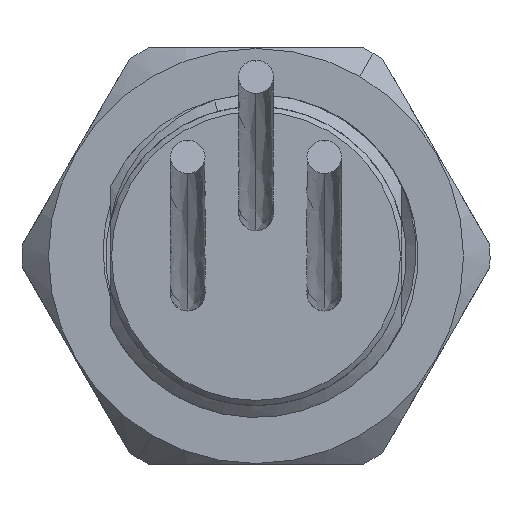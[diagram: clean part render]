
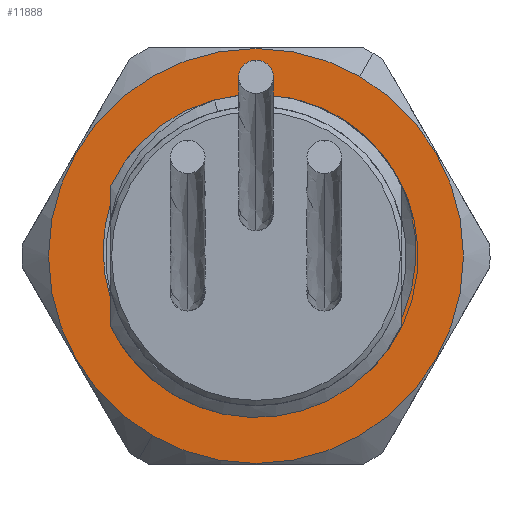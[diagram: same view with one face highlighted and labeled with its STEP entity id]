
A CAD part, front view. The second image highlights one B-rep face of the part: STEP entity #11888.
In plain terms, the highlighted planar face has unit normal (0, -1, 0).
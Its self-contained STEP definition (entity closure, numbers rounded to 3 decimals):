
#2743=CARTESIAN_POINT('',(0.,-13.2,0.));
#2744=DIRECTION('',(0.,1.,0.));
#2745=DIRECTION('',(-0.5,0.,-0.866));
#2746=AXIS2_PLACEMENT_3D('',#2743,#2744,#2745);
#2748=CARTESIAN_POINT('',(0.,-13.2,0.));
#2749=DIRECTION('',(0.,1.,0.));
#2750=DIRECTION('',(0.5,0.,0.866));
#2751=AXIS2_PLACEMENT_3D('',#2748,#2749,#2750);
#2753=CARTESIAN_POINT('',(8.395,-13.2,4.116));
#2754=CARTESIAN_POINT('',(8.529,-13.2,3.822));
#2755=CARTESIAN_POINT('',(8.764,-13.2,3.226));
#2756=CARTESIAN_POINT('',(9.023,-13.2,2.299));
#2757=CARTESIAN_POINT('',(9.185,-13.2,1.353));
#2758=CARTESIAN_POINT('',(9.247,-13.2,0.397));
#2759=CARTESIAN_POINT('',(9.211,-13.2,-0.557));
#2760=CARTESIAN_POINT('',(9.077,-13.2,-1.501));
#2761=CARTESIAN_POINT('',(8.847,-13.2,-2.424));
#2762=CARTESIAN_POINT('',(8.523,-13.2,-3.316));
#2763=CARTESIAN_POINT('',(8.109,-13.2,-4.167));
#2764=CARTESIAN_POINT('',(7.611,-13.2,-4.97));
#2765=CARTESIAN_POINT('',(7.033,-13.2,-5.714));
#2766=CARTESIAN_POINT('',(6.382,-13.2,-6.394));
#2767=CARTESIAN_POINT('',(5.906,-13.2,-6.797));
#2768=CARTESIAN_POINT('',(5.657,-13.2,-6.986));
#2770=CARTESIAN_POINT('',(3.83,-13.2,8.53));
#2771=CARTESIAN_POINT('',(4.113,-13.2,8.403));
#2772=CARTESIAN_POINT('',(4.662,-13.2,8.123));
#2773=CARTESIAN_POINT('',(5.442,-13.2,7.622));
#2774=CARTESIAN_POINT('',(6.168,-13.2,7.047));
#2775=CARTESIAN_POINT('',(6.835,-13.2,6.403));
#2776=CARTESIAN_POINT('',(7.434,-13.2,5.696));
#2777=CARTESIAN_POINT('',(7.96,-13.2,4.933));
#2778=CARTESIAN_POINT('',(8.259,-13.2,4.394));
#2779=CARTESIAN_POINT('',(8.395,-13.2,4.116));
#2781=CARTESIAN_POINT('',(-6.868,-13.2,5.824));
#2782=CARTESIAN_POINT('',(-6.665,-13.2,6.078));
#2783=CARTESIAN_POINT('',(-6.234,-13.2,6.562));
#2784=CARTESIAN_POINT('',(-5.508,-13.2,7.219));
#2785=CARTESIAN_POINT('',(-4.715,-13.2,7.794));
#2786=CARTESIAN_POINT('',(-3.863,-13.2,8.281));
#2787=CARTESIAN_POINT('',(-2.96,-13.2,8.676));
#2788=CARTESIAN_POINT('',(-2.018,-13.2,8.971));
#2789=CARTESIAN_POINT('',(-1.048,-13.2,9.165));
#2790=CARTESIAN_POINT('',(-0.061,-13.2,9.253));
#2791=CARTESIAN_POINT('',(0.933,-13.2,9.235));
#2792=CARTESIAN_POINT('',(1.921,-13.2,9.11));
#2793=CARTESIAN_POINT('',(2.893,-13.2,8.88));
#2794=CARTESIAN_POINT('',(3.521,-13.2,8.658));
#2795=CARTESIAN_POINT('',(3.83,-13.2,8.53));
#2797=CARTESIAN_POINT('',(-8.4,-13.2,-2.42));
#2798=CARTESIAN_POINT('',(-8.493,-13.2,-2.132));
#2799=CARTESIAN_POINT('',(-8.647,-13.2,-1.548));
#2800=CARTESIAN_POINT('',(-8.789,-13.2,-0.648));
#2801=CARTESIAN_POINT('',(-8.836,-13.2,0.262));
#2802=CARTESIAN_POINT('',(-8.79,-13.2,1.174));
#2803=CARTESIAN_POINT('',(-8.649,-13.2,2.081));
#2804=CARTESIAN_POINT('',(-8.493,-13.2,2.671));
#2805=CARTESIAN_POINT('',(-8.4,-13.2,2.963));
#2807=CARTESIAN_POINT('',(5.657,-13.2,-6.986));
#2808=CARTESIAN_POINT('',(5.425,-13.2,-7.186));
#2809=CARTESIAN_POINT('',(4.943,-13.2,-7.56));
#2810=CARTESIAN_POINT('',(4.163,-13.2,-8.047));
#2811=CARTESIAN_POINT('',(3.337,-13.2,-8.452));
#2812=CARTESIAN_POINT('',(2.47,-13.2,-8.773));
#2813=CARTESIAN_POINT('',(1.576,-13.2,-9.004));
#2814=CARTESIAN_POINT('',(0.657,-13.2,-9.145));
#2815=CARTESIAN_POINT('',(-0.271,-13.2,-9.191));
#2816=CARTESIAN_POINT('',(-1.2,-13.2,-9.144));
#2817=CARTESIAN_POINT('',(-2.125,-13.2,-9.002));
#2818=CARTESIAN_POINT('',(-3.028,-13.2,-8.769));
#2819=CARTESIAN_POINT('',(-3.912,-13.2,-8.442));
#2820=CARTESIAN_POINT('',(-4.476,-13.2,-8.165));
#2821=CARTESIAN_POINT('',(-4.753,-13.2,-8.011));
#2858=CARTESIAN_POINT('',(-4.753,-13.2,-8.011));
#2859=CARTESIAN_POINT('',(-5.012,-13.2,-7.858));
#2860=CARTESIAN_POINT('',(-5.512,-13.2,-7.527));
#2861=CARTESIAN_POINT('',(-6.211,-13.2,-6.962));
#2862=CARTESIAN_POINT('',(-6.853,-13.2,-6.331));
#2863=CARTESIAN_POINT('',(-7.431,-13.2,-5.642));
#2864=CARTESIAN_POINT('',(-7.939,-13.2,-4.9));
#2865=CARTESIAN_POINT('',(-8.229,-13.2,-4.376));
#2866=CARTESIAN_POINT('',(-8.362,-13.2,-4.106));
#2891=CARTESIAN_POINT('',(-8.362,-13.2,-4.106));
#2892=CARTESIAN_POINT('',(-8.368,-13.2,-4.092));
#2893=CARTESIAN_POINT('',(-8.381,-13.2,-4.063));
#2894=CARTESIAN_POINT('',(-8.394,-13.2,-4.035));
#2895=CARTESIAN_POINT('',(-8.4,-13.2,-4.02));
#2935=DIRECTION('',(0.,0.,1.));
#2936=VECTOR('',#2935,1.601);
#2937=CARTESIAN_POINT('',(-8.4,-13.2,-4.02));
#2938=LINE('',#2937,#2936);
#3041=DIRECTION('',(0.,0.,1.));
#3042=VECTOR('',#3041,0.506);
#3043=CARTESIAN_POINT('',(-8.4,-13.2,2.963));
#3044=LINE('',#3043,#3042);
#3339=CARTESIAN_POINT('',(-8.4,-13.2,3.469));
#3340=CARTESIAN_POINT('',(-8.271,-13.2,3.758));
#3341=CARTESIAN_POINT('',(-7.984,-13.2,4.317));
#3342=CARTESIAN_POINT('',(-7.472,-13.2,5.105));
#3343=CARTESIAN_POINT('',(-7.078,-13.2,5.59));
#3344=CARTESIAN_POINT('',(-6.868,-13.2,5.824));
#9127=CARTESIAN_POINT('',(-5.983,-13.2,-10.363));
#9128=CARTESIAN_POINT('',(5.983,-13.2,10.363));
#9129=VERTEX_POINT('',#9127);
#9130=VERTEX_POINT('',#9128);
#9139=VERTEX_POINT('',#2770);
#9140=VERTEX_POINT('',#2779);
#9475=VERTEX_POINT('',#2807);
#9476=VERTEX_POINT('',#2821);
#9480=VERTEX_POINT('',#2891);
#9481=VERTEX_POINT('',#2895);
#9482=VERTEX_POINT('',#3339);
#9483=VERTEX_POINT('',#3344);
#9507=CARTESIAN_POINT('',(-8.4,-13.2,-2.42));
#9508=VERTEX_POINT('',#9507);
#9509=CARTESIAN_POINT('',(-8.4,-13.2,2.963));
#9510=VERTEX_POINT('',#9509);
#11857=CARTESIAN_POINT('',(-65.245,-13.2,-7.964));
#11858=DIRECTION('',(0.,1.,0.));
#11859=DIRECTION('',(0.5,0.,-0.866));
#11860=AXIS2_PLACEMENT_3D('',#11857,#11858,#11859);
#11861=PLANE('',#11860);
#11862=ORIENTED_EDGE('',*,*,#11785,.T.);
#11863=ORIENTED_EDGE('',*,*,#11526,.T.);
#11864=EDGE_LOOP('',(#11862,#11863));
#11865=FACE_OUTER_BOUND('',#11864,.F.);
#11867=ORIENTED_EDGE('',*,*,#11866,.F.);
#11869=ORIENTED_EDGE('',*,*,#11868,.F.);
#11871=ORIENTED_EDGE('',*,*,#11870,.F.);
#11873=ORIENTED_EDGE('',*,*,#11872,.F.);
#11875=ORIENTED_EDGE('',*,*,#11874,.F.);
#11877=ORIENTED_EDGE('',*,*,#11876,.F.);
#11879=ORIENTED_EDGE('',*,*,#11878,.F.);
#11881=ORIENTED_EDGE('',*,*,#11880,.F.);
#11883=ORIENTED_EDGE('',*,*,#11882,.F.);
#11885=ORIENTED_EDGE('',*,*,#11884,.F.);
#11886=EDGE_LOOP('',(#11867,#11869,#11871,#11873,#11875,#11877,#11879,#11881,
#11883,#11885));
#11887=FACE_BOUND('',#11886,.F.);
#2747=CIRCLE('',#2746,11.966);
#2752=CIRCLE('',#2751,11.966);
#2769=B_SPLINE_CURVE_WITH_KNOTS('',3,(#2753,#2754,#2755,#2756,#2757,#2758,#2759,
#2760,#2761,#2762,#2763,#2764,#2765,#2766,#2767,#2768),.UNSPECIFIED.,.F.,.F.,(4,
1,1,1,1,1,1,1,1,1,1,1,1,4),(0.,0.077,0.154,
0.231,0.308,0.385,0.462,
0.538,0.615,0.692,0.769,
0.846,0.923,1.),.UNSPECIFIED.);
#2780=B_SPLINE_CURVE_WITH_KNOTS('',3,(#2770,#2771,#2772,#2773,#2774,#2775,#2776,
#2777,#2778,#2779),.UNSPECIFIED.,.F.,.F.,(4,1,1,1,1,1,1,4),(0.,
0.143,0.286,0.429,0.571,
0.714,0.857,1.),.UNSPECIFIED.);
#2796=B_SPLINE_CURVE_WITH_KNOTS('',3,(#2781,#2782,#2783,#2784,#2785,#2786,#2787,
#2788,#2789,#2790,#2791,#2792,#2793,#2794,#2795),.UNSPECIFIED.,.F.,.F.,(4,1,1,1,
1,1,1,1,1,1,1,1,4),(0.,0.083,0.167,0.25,
0.333,0.417,0.5,0.583,0.667,
0.75,0.833,0.917,1.),.UNSPECIFIED.);
#2806=B_SPLINE_CURVE_WITH_KNOTS('',3,(#2797,#2798,#2799,#2800,#2801,#2802,#2803,
#2804,#2805),.UNSPECIFIED.,.F.,.F.,(4,1,1,1,1,1,4),(0.,0.167,
0.333,0.5,0.667,0.833,1.),
.UNSPECIFIED.);
#2822=B_SPLINE_CURVE_WITH_KNOTS('',3,(#2807,#2808,#2809,#2810,#2811,#2812,#2813,
#2814,#2815,#2816,#2817,#2818,#2819,#2820,#2821),.UNSPECIFIED.,.F.,.F.,(4,1,1,1,
1,1,1,1,1,1,1,1,4),(0.,0.083,0.167,0.25,
0.333,0.417,0.5,0.583,0.667,
0.75,0.833,0.917,1.),.UNSPECIFIED.);
#2867=B_SPLINE_CURVE_WITH_KNOTS('',3,(#2858,#2859,#2860,#2861,#2862,#2863,#2864,
#2865,#2866),.UNSPECIFIED.,.F.,.F.,(4,1,1,1,1,1,4),(0.,0.167,
0.333,0.5,0.667,0.833,1.),
.UNSPECIFIED.);
#2896=B_SPLINE_CURVE_WITH_KNOTS('',3,(#2891,#2892,#2893,#2894,#2895),
.UNSPECIFIED.,.F.,.F.,(4,1,4),(0.,0.5,1.),.UNSPECIFIED.);
#3345=B_SPLINE_CURVE_WITH_KNOTS('',3,(#3339,#3340,#3341,#3342,#3343,#3344),
.UNSPECIFIED.,.F.,.F.,(4,1,1,4),(0.,0.333,0.667,1.),
.UNSPECIFIED.);
#11526=EDGE_CURVE('',#9130,#9129,#2752,.T.);
#11785=EDGE_CURVE('',#9129,#9130,#2747,.T.);
#11866=EDGE_CURVE('',#9475,#9476,#2822,.T.);
#11868=EDGE_CURVE('',#9140,#9475,#2769,.T.);
#11870=EDGE_CURVE('',#9139,#9140,#2780,.T.);
#11872=EDGE_CURVE('',#9483,#9139,#2796,.T.);
#11874=EDGE_CURVE('',#9482,#9483,#3345,.T.);
#11876=EDGE_CURVE('',#9510,#9482,#3044,.T.);
#11878=EDGE_CURVE('',#9508,#9510,#2806,.T.);
#11880=EDGE_CURVE('',#9481,#9508,#2938,.T.);
#11882=EDGE_CURVE('',#9480,#9481,#2896,.T.);
#11884=EDGE_CURVE('',#9476,#9480,#2867,.T.);
#11888=ADVANCED_FACE('',(#11865,#11887),#11861,.F.);
